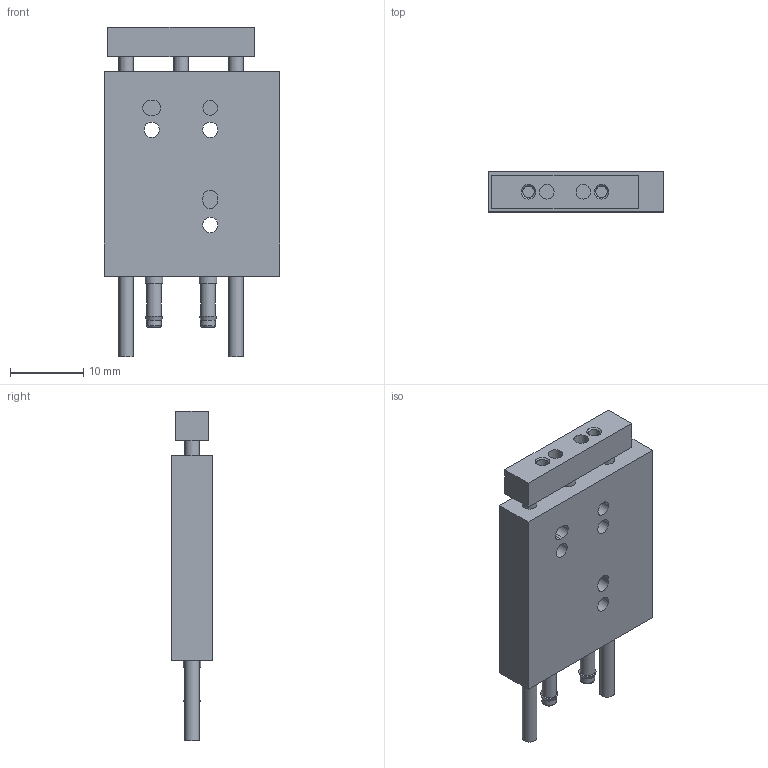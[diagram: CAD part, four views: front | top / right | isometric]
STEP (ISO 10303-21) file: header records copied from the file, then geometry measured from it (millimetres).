
FILE_DESCRIPTION(/* description */ ('STEP AP214'),/* implementation_level */ '2;1');
FILE_NAME(/* name */ '189452_DFC-4-10-P-GF',/* time_stamp */ '2024-08-14T18:25:41+02:00',/* author */ ('License CC BY-ND 4.0'),/* organization */ ('CADENAS'),/* preprocessor_version */ 'ST-DEVELOPER v19.3',/* originating_system */ 'PARTsolutions',/* authorisation */ ' ');
FILE_SCHEMA (('AUTOMOTIVE_DESIGN {1 0 10303 214 3 1 1}'));
Length unit declared in the file: millimetre
Products named in the file (3): 189452 DFC-4-10-P-GF---(0); 189452 DFC-4-10-P-GF---(Z); 189452 DFC-4-10-P-GF---(J)
Assembly tree (2 placements, depth 2):
  189452 DFC-4-10-P-GF---(0)
    189452 DFC-4-10-P-GF---(Z)
    189452 DFC-4-10-P-GF---(J)
Bounding box: 24 x 5.5 x 45 mm (x, y, z)
Volume: 3933.5 mm3; surface area: 3967.5 mm2
Topology: 2 solids, 2 shells, 82 faces, 177 edges, 116 vertices
Faces by surface type: plane 37, cylinder 33, cone 10, torus 2
Full cylindrical faces by diameter (mm): 1.5 x2, 1.567 x4, 2 x14, 2.1 x3, 2.4 x2, 4 x2
Entity records: 2066 total; most frequent: DIRECTION 366, CARTESIAN_POINT 337, ORIENTED_EDGE 248, AXIS2_PLACEMENT_3D 159, EDGE_LOOP 158, FACE_BOUND 158, EDGE_CURVE 124, VERTEX_POINT 104
